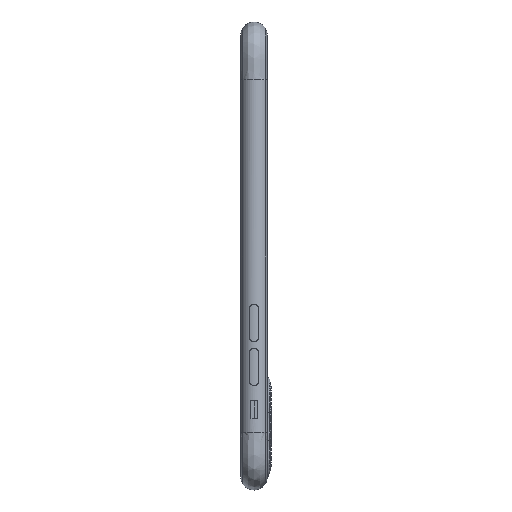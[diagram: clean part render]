
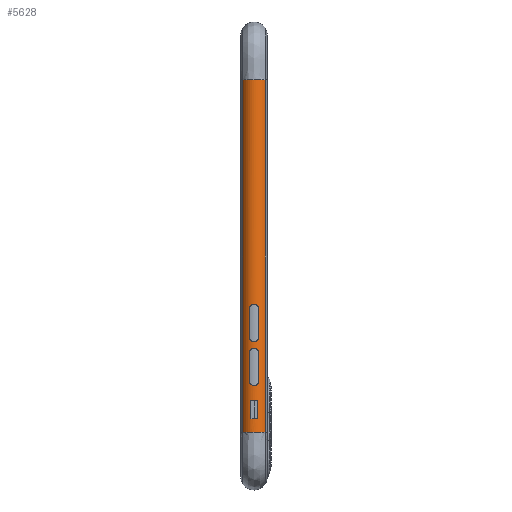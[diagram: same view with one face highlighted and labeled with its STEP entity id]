
A CAD part, left-side view. The second image highlights one B-rep face of the part: STEP entity #5628.
In plain terms, the highlighted cylindrical face has radius 4.05 mm (diameter 8.1 mm), a partial arc.
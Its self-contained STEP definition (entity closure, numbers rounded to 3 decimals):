
#906=CARTESIAN_POINT('',(-33.768,-3.44,
-54.225));
#908=CARTESIAN_POINT('',(-33.768,3.44,-54.225));
#931=CARTESIAN_POINT('',(-31.63,0.,-54.225));
#932=DIRECTION('',(0.,0.,1.));
#933=DIRECTION('',(-0.528,0.849,0.));
#934=AXIS2_PLACEMENT_3D('',#931,#932,#933);
#962=DIRECTION('',(0.,0.,-1.));
#963=VECTOR('',#962,108.45);
#964=CARTESIAN_POINT('',(-33.768,-3.44,54.225));
#965=LINE('',#964,#963);
#966=DIRECTION('',(0.,0.,-1.));
#967=VECTOR('',#966,108.45);
#968=CARTESIAN_POINT('',(-33.768,3.44,54.225));
#969=LINE('',#968,#967);
#970=CARTESIAN_POINT('',(-31.63,0.,54.225));
#971=DIRECTION('',(0.,0.,1.));
#972=DIRECTION('',(-0.528,0.849,0.));
#973=AXIS2_PLACEMENT_3D('',#970,#971,#972);
#975=DIRECTION('',(0.,0.,-1.));
#976=VECTOR('',#975,8.48);
#977=CARTESIAN_POINT('',(-35.396,-1.49,-16.385));
#978=LINE('',#977,#976);
#979=CARTESIAN_POINT('',(-35.396,-1.49,-16.385));
#980=CARTESIAN_POINT('',(-35.396,-1.49,-16.227));
#981=CARTESIAN_POINT('',(-35.415,-1.443,
-15.927));
#982=CARTESIAN_POINT('',(-35.493,-1.228,
-15.497));
#983=CARTESIAN_POINT('',(-35.587,-0.891,
-15.16));
#984=CARTESIAN_POINT('',(-35.661,-0.472,
-14.946));
#985=CARTESIAN_POINT('',(-35.689,-0.005,
-14.871));
#986=CARTESIAN_POINT('',(-35.662,0.462,
-14.942));
#987=CARTESIAN_POINT('',(-35.588,0.89,
-15.16));
#988=CARTESIAN_POINT('',(-35.495,1.223,-15.49));
#989=CARTESIAN_POINT('',(-35.416,1.442,-15.922));
#990=CARTESIAN_POINT('',(-35.396,1.49,-16.225));
#991=CARTESIAN_POINT('',(-35.396,1.49,-16.385));
#993=DIRECTION('',(0.,0.,-1.));
#994=VECTOR('',#993,8.48);
#995=CARTESIAN_POINT('',(-35.396,1.49,-16.385));
#996=LINE('',#995,#994);
#997=CARTESIAN_POINT('',(-35.396,1.49,-24.865));
#998=CARTESIAN_POINT('',(-35.396,1.49,-25.023));
#999=CARTESIAN_POINT('',(-35.415,1.443,-25.324));
#1000=CARTESIAN_POINT('',(-35.493,1.228,
-25.753));
#1001=CARTESIAN_POINT('',(-35.587,0.891,
-26.09));
#1002=CARTESIAN_POINT('',(-35.661,0.471,
-26.304));
#1003=CARTESIAN_POINT('',(-35.689,0.004,
-26.379));
#1004=CARTESIAN_POINT('',(-35.662,-0.462,
-26.308));
#1005=CARTESIAN_POINT('',(-35.588,-0.89,
-26.091));
#1006=CARTESIAN_POINT('',(-35.495,-1.223,
-25.76));
#1007=CARTESIAN_POINT('',(-35.416,-1.442,
-25.328));
#1008=CARTESIAN_POINT('',(-35.396,-1.49,-25.025));
#1009=CARTESIAN_POINT('',(-35.396,-1.49,-24.865));
#1011=DIRECTION('',(0.,0.,-1.));
#1012=VECTOR('',#1011,8.48);
#1013=CARTESIAN_POINT('',(-35.396,-1.49,-29.915));
#1014=LINE('',#1013,#1012);
#1015=CARTESIAN_POINT('',(-35.396,-1.49,-29.915));
#1016=CARTESIAN_POINT('',(-35.396,-1.49,-29.757));
#1017=CARTESIAN_POINT('',(-35.415,-1.443,
-29.457));
#1018=CARTESIAN_POINT('',(-35.493,-1.228,
-29.027));
#1019=CARTESIAN_POINT('',(-35.587,-0.891,
-28.69));
#1020=CARTESIAN_POINT('',(-35.661,-0.472,
-28.476));
#1021=CARTESIAN_POINT('',(-35.689,-0.005,
-28.401));
#1022=CARTESIAN_POINT('',(-35.662,0.462,
-28.472));
#1023=CARTESIAN_POINT('',(-35.588,0.89,
-28.69));
#1024=CARTESIAN_POINT('',(-35.495,1.223,
-29.02));
#1025=CARTESIAN_POINT('',(-35.416,1.442,
-29.452));
#1026=CARTESIAN_POINT('',(-35.396,1.49,-29.755));
#1027=CARTESIAN_POINT('',(-35.396,1.49,-29.915));
#1029=DIRECTION('',(0.,0.,-1.));
#1030=VECTOR('',#1029,8.48);
#1031=CARTESIAN_POINT('',(-35.396,1.49,-29.915));
#1032=LINE('',#1031,#1030);
#1033=CARTESIAN_POINT('',(-35.396,1.49,-38.395));
#1034=CARTESIAN_POINT('',(-35.396,1.49,-38.553));
#1035=CARTESIAN_POINT('',(-35.415,1.443,
-38.854));
#1036=CARTESIAN_POINT('',(-35.493,1.228,
-39.283));
#1037=CARTESIAN_POINT('',(-35.587,0.891,
-39.62));
#1038=CARTESIAN_POINT('',(-35.661,0.471,
-39.834));
#1039=CARTESIAN_POINT('',(-35.689,0.004,
-39.909));
#1040=CARTESIAN_POINT('',(-35.662,-0.462,
-39.838));
#1041=CARTESIAN_POINT('',(-35.588,-0.89,
-39.621));
#1042=CARTESIAN_POINT('',(-35.495,-1.223,
-39.29));
#1043=CARTESIAN_POINT('',(-35.416,-1.442,
-38.858));
#1044=CARTESIAN_POINT('',(-35.396,-1.49,-38.555));
#1045=CARTESIAN_POINT('',(-35.396,-1.49,-38.395));
#1047=DIRECTION('',(0.,0.,-1.));
#1048=VECTOR('',#1047,5.71);
#1049=CARTESIAN_POINT('',(-35.544,-1.04,-44.42));
#1050=LINE('',#1049,#1048);
#1051=CARTESIAN_POINT('',(-31.63,0.,-44.42));
#1052=DIRECTION('',(0.,0.,-1.));
#1053=DIRECTION('',(-0.966,-0.257,0.));
#1054=AXIS2_PLACEMENT_3D('',#1051,#1052,#1053);
#1056=DIRECTION('',(0.,0.,-1.));
#1057=VECTOR('',#1056,5.71);
#1058=CARTESIAN_POINT('',(-35.544,1.04,-44.42));
#1059=LINE('',#1058,#1057);
#1060=CARTESIAN_POINT('',(-31.63,0.,-50.13));
#1061=DIRECTION('',(0.,0.,-1.));
#1062=DIRECTION('',(-0.966,-0.257,0.));
#1063=AXIS2_PLACEMENT_3D('',#1060,#1061,#1062);
#3250=VERTEX_POINT('',#908);
#3253=CARTESIAN_POINT('',(-33.768,3.44,54.225));
#3254=VERTEX_POINT('',#3253);
#3297=VERTEX_POINT('',#906);
#3298=CARTESIAN_POINT('',(-33.768,-3.44,
54.225));
#3299=VERTEX_POINT('',#3298);
#3434=CARTESIAN_POINT('',(-35.396,-1.49,-16.385));
#3435=CARTESIAN_POINT('',(-35.396,-1.49,-24.865));
#3436=VERTEX_POINT('',#3434);
#3437=VERTEX_POINT('',#3435);
#3438=VERTEX_POINT('',#991);
#3439=CARTESIAN_POINT('',(-35.396,1.49,-24.865));
#3440=VERTEX_POINT('',#3439);
#3441=CARTESIAN_POINT('',(-35.396,-1.49,-29.915));
#3442=CARTESIAN_POINT('',(-35.396,-1.49,-38.395));
#3443=VERTEX_POINT('',#3441);
#3444=VERTEX_POINT('',#3442);
#3445=VERTEX_POINT('',#1027);
#3446=CARTESIAN_POINT('',(-35.396,1.49,-38.395));
#3447=VERTEX_POINT('',#3446);
#3486=CARTESIAN_POINT('',(-35.544,-1.04,-44.42));
#3487=CARTESIAN_POINT('',(-35.544,-1.04,-50.13));
#3488=VERTEX_POINT('',#3486);
#3489=VERTEX_POINT('',#3487);
#3490=CARTESIAN_POINT('',(-35.544,1.04,-44.42));
#3491=VERTEX_POINT('',#3490);
#3492=CARTESIAN_POINT('',(-35.544,1.04,-50.13));
#3493=VERTEX_POINT('',#3492);
#5585=CARTESIAN_POINT('',(-31.63,0.,54.611));
#5586=DIRECTION('',(0.,0.,-1.));
#5587=DIRECTION('',(0.,1.,0.));
#5588=AXIS2_PLACEMENT_3D('',#5585,#5586,#5587);
#5589=CYLINDRICAL_SURFACE('',#5588,4.05);
#5591=ORIENTED_EDGE('',*,*,#5590,.T.);
#5592=ORIENTED_EDGE('',*,*,#5503,.F.);
#5593=ORIENTED_EDGE('',*,*,#4995,.F.);
#5595=ORIENTED_EDGE('',*,*,#5594,.T.);
#5596=EDGE_LOOP('',(#5591,#5592,#5593,#5595));
#5597=FACE_OUTER_BOUND('',#5596,.F.);
#5599=ORIENTED_EDGE('',*,*,#5598,.F.);
#5601=ORIENTED_EDGE('',*,*,#5600,.T.);
#5603=ORIENTED_EDGE('',*,*,#5602,.T.);
#5605=ORIENTED_EDGE('',*,*,#5604,.T.);
#5606=EDGE_LOOP('',(#5599,#5601,#5603,#5605));
#5607=FACE_BOUND('',#5606,.F.);
#5609=ORIENTED_EDGE('',*,*,#5608,.F.);
#5611=ORIENTED_EDGE('',*,*,#5610,.T.);
#5613=ORIENTED_EDGE('',*,*,#5612,.T.);
#5615=ORIENTED_EDGE('',*,*,#5614,.T.);
#5616=EDGE_LOOP('',(#5609,#5611,#5613,#5615));
#5617=FACE_BOUND('',#5616,.F.);
#5619=ORIENTED_EDGE('',*,*,#5618,.F.);
#5621=ORIENTED_EDGE('',*,*,#5620,.T.);
#5623=ORIENTED_EDGE('',*,*,#5622,.T.);
#5625=ORIENTED_EDGE('',*,*,#5624,.F.);
#5626=EDGE_LOOP('',(#5619,#5621,#5623,#5625));
#5627=FACE_BOUND('',#5626,.F.);
#5628=ADVANCED_FACE('',(#5597,#5607,#5617,#5627),#5589,.T.);
#935=CIRCLE('',#934,4.05);
#974=CIRCLE('',#973,4.05);
#992=B_SPLINE_CURVE_WITH_KNOTS('',3,(#979,#980,#981,#982,#983,#984,#985,#986,
#987,#988,#989,#990,#991),.UNSPECIFIED.,.F.,.F.,(4,1,1,1,1,1,1,1,1,1,4),(0.,
0.1,0.2,0.3,0.4,0.5,0.6,0.7,0.8,0.9,1.),.UNSPECIFIED.);
#1010=B_SPLINE_CURVE_WITH_KNOTS('',3,(#997,#998,#999,#1000,#1001,#1002,#1003,
#1004,#1005,#1006,#1007,#1008,#1009),.UNSPECIFIED.,.F.,.F.,(4,1,1,1,1,1,1,1,1,1,
4),(0.,0.1,0.2,0.3,0.4,0.5,0.6,0.7,0.8,0.9,1.),
.UNSPECIFIED.);
#1028=B_SPLINE_CURVE_WITH_KNOTS('',3,(#1015,#1016,#1017,#1018,#1019,#1020,#1021,
#1022,#1023,#1024,#1025,#1026,#1027),.UNSPECIFIED.,.F.,.F.,(4,1,1,1,1,1,1,1,1,1,
4),(0.,0.1,0.2,0.3,0.4,0.5,0.6,0.7,0.8,0.9,1.),
.UNSPECIFIED.);
#1046=B_SPLINE_CURVE_WITH_KNOTS('',3,(#1033,#1034,#1035,#1036,#1037,#1038,#1039,
#1040,#1041,#1042,#1043,#1044,#1045),.UNSPECIFIED.,.F.,.F.,(4,1,1,1,1,1,1,1,1,1,
4),(0.,0.1,0.2,0.3,0.4,0.5,0.6,0.7,0.8,0.9,1.),
.UNSPECIFIED.);
#1055=CIRCLE('',#1054,4.05);
#1064=CIRCLE('',#1063,4.05);
#4995=EDGE_CURVE('',#3254,#3250,#969,.T.);
#5503=EDGE_CURVE('',#3250,#3297,#935,.T.);
#5590=EDGE_CURVE('',#3299,#3297,#965,.T.);
#5594=EDGE_CURVE('',#3254,#3299,#974,.T.);
#5598=EDGE_CURVE('',#3436,#3437,#978,.T.);
#5600=EDGE_CURVE('',#3436,#3438,#992,.T.);
#5602=EDGE_CURVE('',#3438,#3440,#996,.T.);
#5604=EDGE_CURVE('',#3440,#3437,#1010,.T.);
#5608=EDGE_CURVE('',#3443,#3444,#1014,.T.);
#5610=EDGE_CURVE('',#3443,#3445,#1028,.T.);
#5612=EDGE_CURVE('',#3445,#3447,#1032,.T.);
#5614=EDGE_CURVE('',#3447,#3444,#1046,.T.);
#5618=EDGE_CURVE('',#3488,#3489,#1050,.T.);
#5620=EDGE_CURVE('',#3488,#3491,#1055,.T.);
#5622=EDGE_CURVE('',#3491,#3493,#1059,.T.);
#5624=EDGE_CURVE('',#3489,#3493,#1064,.T.);
